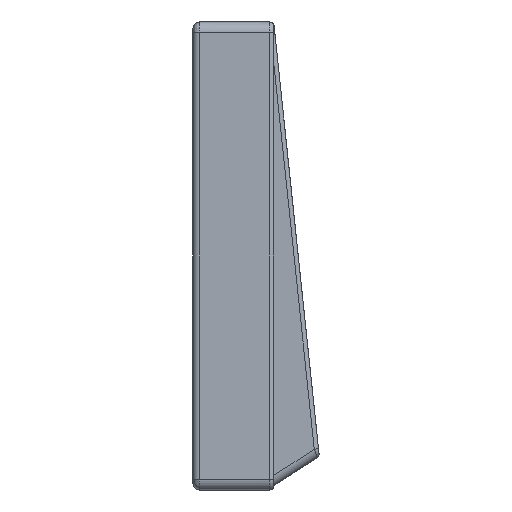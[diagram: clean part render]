
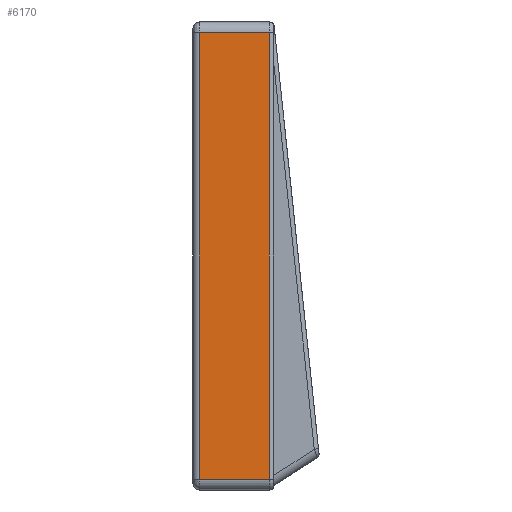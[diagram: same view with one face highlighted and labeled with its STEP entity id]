
A CAD part, left-side view. The second image highlights one B-rep face of the part: STEP entity #6170.
In plain terms, the highlighted planar face has unit normal (-1, 0, 0).
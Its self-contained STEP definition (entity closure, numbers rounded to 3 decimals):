
#143=PLANE('',#6607);
#452=FACE_OUTER_BOUND('',#802,.T.);
#802=EDGE_LOOP('',(#4757,#4758,#4759,#4760));
#1533=LINE('',#13324,#2004);
#1580=LINE('',#16160,#2051);
#1581=LINE('',#16164,#2052);
#1582=LINE('',#16165,#2053);
#2004=VECTOR('',#7467,10.);
#2051=VECTOR('',#7602,1000.);
#2052=VECTOR('',#7607,1000.);
#2053=VECTOR('',#7608,1000.);
#2642=VERTEX_POINT('',#13244);
#2644=VERTEX_POINT('',#13323);
#2681=VERTEX_POINT('',#16159);
#2682=VERTEX_POINT('',#16163);
#3358=EDGE_CURVE('',#2644,#2642,#1533,.T.);
#3445=EDGE_CURVE('',#2642,#2681,#1580,.T.);
#3447=EDGE_CURVE('',#2682,#2644,#1581,.T.);
#3448=EDGE_CURVE('',#2681,#2682,#1582,.T.);
#4757=ORIENTED_EDGE('',*,*,#3447,.T.);
#4758=ORIENTED_EDGE('',*,*,#3358,.T.);
#4759=ORIENTED_EDGE('',*,*,#3445,.T.);
#4760=ORIENTED_EDGE('',*,*,#3448,.T.);
#6170=ADVANCED_FACE('',(#452),#143,.F.);
#6607=AXIS2_PLACEMENT_3D('',#16162,#7605,#7606);
#7467=DIRECTION('',(0.,0.,1.));
#7602=DIRECTION('',(0.,1.,0.));
#7605=DIRECTION('center_axis',(1.,0.,0.));
#7606=DIRECTION('ref_axis',(0.,0.,-1.));
#7607=DIRECTION('',(0.,-1.,0.));
#7608=DIRECTION('',(0.,0.,-1.));
#13244=CARTESIAN_POINT('',(-147.85,1.,52.6));
#13323=CARTESIAN_POINT('',(-147.85,1.,-52.6));
#13324=CARTESIAN_POINT('',(-147.85,1.,-52.6));
#16159=CARTESIAN_POINT('',(-147.85,17.5,52.6));
#16160=CARTESIAN_POINT('',(-147.85,19.,52.6));
#16162=CARTESIAN_POINT('Origin',(-147.85,19.,-55.1));
#16163=CARTESIAN_POINT('',(-147.85,17.5,-52.6));
#16164=CARTESIAN_POINT('',(-147.85,19.,-52.6));
#16165=CARTESIAN_POINT('',(-147.85,17.5,-52.6));
